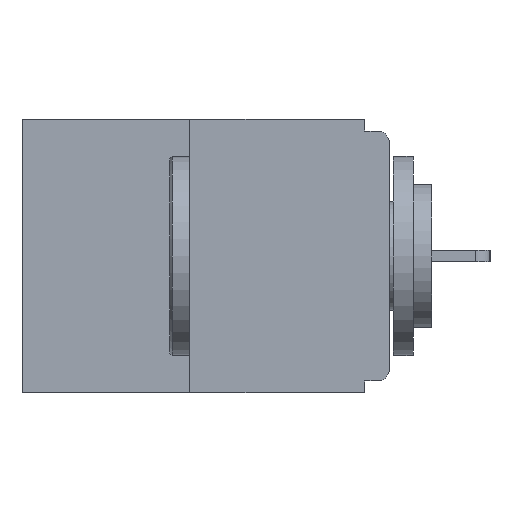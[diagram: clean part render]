
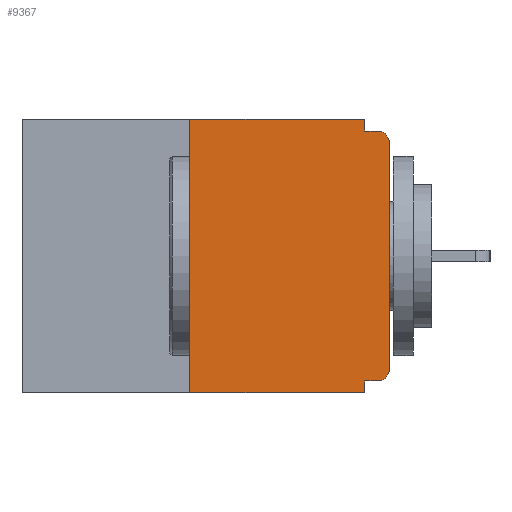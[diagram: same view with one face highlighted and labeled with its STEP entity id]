
A CAD part, left-side view. The second image highlights one B-rep face of the part: STEP entity #9367.
In plain terms, the highlighted planar face has unit normal (-1, 0, 0).
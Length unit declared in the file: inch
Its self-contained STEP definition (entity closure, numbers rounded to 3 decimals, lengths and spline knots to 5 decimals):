
#1 = VECTOR ( 'NONE', #1655, 39.37008 ) ;
#550 = ORIENTED_EDGE ( 'NONE', *, *, #16483, .T. ) ;
#870 = CARTESIAN_POINT ( 'NONE',  ( 0., 0.031, 0. ) ) ;
#878 = LINE ( 'NONE', #21740, #19319 ) ;
#894 = VERTEX_POINT ( 'NONE', #15384 ) ;
#1116 = AXIS2_PLACEMENT_3D ( 'NONE', #5661, #17723, #5552 ) ;
#1229 = DIRECTION ( 'NONE',  ( 0., 0., 1. ) ) ;
#1655 = DIRECTION ( 'NONE',  ( 0., -1., 0. ) ) ;
#1756 = AXIS2_PLACEMENT_3D ( 'NONE', #6568, #15210, #8148 ) ;
#1803 = DIRECTION ( 'NONE',  ( 1., 0., 0. ) ) ;
#2133 = VECTOR ( 'NONE', #4829, 39.37008 ) ;
#2147 = EDGE_CURVE ( 'NONE', #5971, #7209, #22177, .T. ) ;
#2576 = VECTOR ( 'NONE', #8136, 39.37008 ) ;
#2687 = CARTESIAN_POINT ( 'NONE',  ( 0., 0.46, -0.343 ) ) ;
#2958 = ORIENTED_EDGE ( 'NONE', *, *, #20842, .F. ) ;
#3479 = CARTESIAN_POINT ( 'NONE',  ( 0., 0., -0.015 ) ) ;
#3789 = CARTESIAN_POINT ( 'NONE',  ( 0., 0.031, -0.343 ) ) ;
#3798 = EDGE_CURVE ( 'NONE', #11162, #17855, #15279, .T. ) ;
#4119 = ORIENTED_EDGE ( 'NONE', *, *, #3798, .F. ) ;
#4419 = DIRECTION ( 'NONE',  ( 0., 0., -1. ) ) ;
#4611 = CARTESIAN_POINT ( 'NONE',  ( 0., 0.25, 0. ) ) ;
#4638 = VECTOR ( 'NONE', #17022, 39.37008 ) ;
#4705 = CARTESIAN_POINT ( 'NONE',  ( 0., 0., -0.03 ) ) ;
#4829 = DIRECTION ( 'NONE',  ( 0., -1., 0. ) ) ;
#4974 = LINE ( 'NONE', #3479, #1 ) ;
#5552 = DIRECTION ( 'NONE',  ( 0., 0., -1. ) ) ;
#5661 = CARTESIAN_POINT ( 'NONE',  ( 0., 0.015, -0.03 ) ) ;
#5845 = CIRCLE ( 'NONE', #1116, 0.015 ) ;
#5971 = VERTEX_POINT ( 'NONE', #14144 ) ;
#6157 = EDGE_LOOP ( 'NONE', ( #4119, #9317, #8175, #16569, #7452, #12928, #550, #19116, #22494, #2958 ) ) ;
#6297 = CARTESIAN_POINT ( 'NONE',  ( 0., 0.46, 0. ) ) ;
#6324 = CARTESIAN_POINT ( 'NONE',  ( 0., 0., 0. ) ) ;
#6568 = CARTESIAN_POINT ( 'NONE',  ( 0., 0.015, -0.313 ) ) ;
#7209 = VERTEX_POINT ( 'NONE', #3789 ) ;
#7452 = ORIENTED_EDGE ( 'NONE', *, *, #7510, .F. ) ;
#7510 = EDGE_CURVE ( 'NONE', #17930, #8134, #15377, .T. ) ;
#7677 = CARTESIAN_POINT ( 'NONE',  ( 0., 0.015, -0.328 ) ) ;
#8134 = VERTEX_POINT ( 'NONE', #17329 ) ;
#8136 = DIRECTION ( 'NONE',  ( 0., 0., 1. ) ) ;
#8148 = DIRECTION ( 'NONE',  ( 0., 0., -1. ) ) ;
#8175 = ORIENTED_EDGE ( 'NONE', *, *, #2147, .T. ) ;
#8447 = EDGE_CURVE ( 'NONE', #14500, #894, #4974, .T. ) ;
#9317 = ORIENTED_EDGE ( 'NONE', *, *, #12845, .F. ) ;
#9367 = ADVANCED_FACE ( 'NONE', ( #20841 ), #10445, .F. ) ;
#9577 = EDGE_CURVE ( 'NONE', #17930, #16166, #12304, .T. ) ;
#10445 = PLANE ( 'NONE',  #16064 ) ;
#11111 = DIRECTION ( 'NONE',  ( 0., 0., -1. ) ) ;
#11162 = VERTEX_POINT ( 'NONE', #4611 ) ;
#11631 = VERTEX_POINT ( 'NONE', #4705 ) ;
#12304 = CIRCLE ( 'NONE', #1756, 0.015 ) ;
#12351 = CARTESIAN_POINT ( 'NONE',  ( 0., 0.031, 0. ) ) ;
#12845 = EDGE_CURVE ( 'NONE', #5971, #11162, #20495, .T. ) ;
#12912 = CARTESIAN_POINT ( 'NONE',  ( 0., 0., -0.313 ) ) ;
#12928 = ORIENTED_EDGE ( 'NONE', *, *, #9577, .T. ) ;
#13060 = CARTESIAN_POINT ( 'NONE',  ( 0., 0.031, -0.015 ) ) ;
#13266 = VECTOR ( 'NONE', #11111, 39.37008 ) ;
#13290 = CARTESIAN_POINT ( 'NONE',  ( 0., 0.25, 0. ) ) ;
#14144 = CARTESIAN_POINT ( 'NONE',  ( 0., 0.25, -0.343 ) ) ;
#14423 = EDGE_CURVE ( 'NONE', #11631, #894, #5845, .T. ) ;
#14500 = VERTEX_POINT ( 'NONE', #13060 ) ;
#15210 = DIRECTION ( 'NONE',  ( -1., 0., 0. ) ) ;
#15279 = LINE ( 'NONE', #6297, #2133 ) ;
#15377 = LINE ( 'NONE', #15475, #19903 ) ;
#15384 = CARTESIAN_POINT ( 'NONE',  ( 0., 0.015, -0.015 ) ) ;
#15475 = CARTESIAN_POINT ( 'NONE',  ( 0., 0., -0.328 ) ) ;
#15676 = DIRECTION ( 'NONE',  ( 0., 0., -1. ) ) ;
#15779 = EDGE_CURVE ( 'NONE', #8134, #7209, #878, .T. ) ;
#16064 = AXIS2_PLACEMENT_3D ( 'NONE', #17400, #1803, #15676 ) ;
#16166 = VERTEX_POINT ( 'NONE', #12912 ) ;
#16483 = EDGE_CURVE ( 'NONE', #16166, #11631, #21962, .T. ) ;
#16569 = ORIENTED_EDGE ( 'NONE', *, *, #15779, .F. ) ;
#17022 = DIRECTION ( 'NONE',  ( 0., -1., 0. ) ) ;
#17329 = CARTESIAN_POINT ( 'NONE',  ( 0., 0.031, -0.328 ) ) ;
#17400 = CARTESIAN_POINT ( 'NONE',  ( 0., 0.46, 0. ) ) ;
#17723 = DIRECTION ( 'NONE',  ( -1., 0., 0. ) ) ;
#17855 = VERTEX_POINT ( 'NONE', #12351 ) ;
#17930 = VERTEX_POINT ( 'NONE', #7677 ) ;
#19116 = ORIENTED_EDGE ( 'NONE', *, *, #14423, .T. ) ;
#19319 = VECTOR ( 'NONE', #4419, 39.37008 ) ;
#19903 = VECTOR ( 'NONE', #22252, 39.37008 ) ;
#20495 = LINE ( 'NONE', #13290, #21801 ) ;
#20841 = FACE_OUTER_BOUND ( 'NONE', #6157, .T. ) ;
#20842 = EDGE_CURVE ( 'NONE', #17855, #14500, #21853, .T. ) ;
#21740 = CARTESIAN_POINT ( 'NONE',  ( 0., 0.031, -0.343 ) ) ;
#21801 = VECTOR ( 'NONE', #1229, 39.37008 ) ;
#21853 = LINE ( 'NONE', #870, #13266 ) ;
#21962 = LINE ( 'NONE', #6324, #2576 ) ;
#22177 = LINE ( 'NONE', #2687, #4638 ) ;
#22252 = DIRECTION ( 'NONE',  ( 0., 1., 0. ) ) ;
#22494 = ORIENTED_EDGE ( 'NONE', *, *, #8447, .F. ) ;
